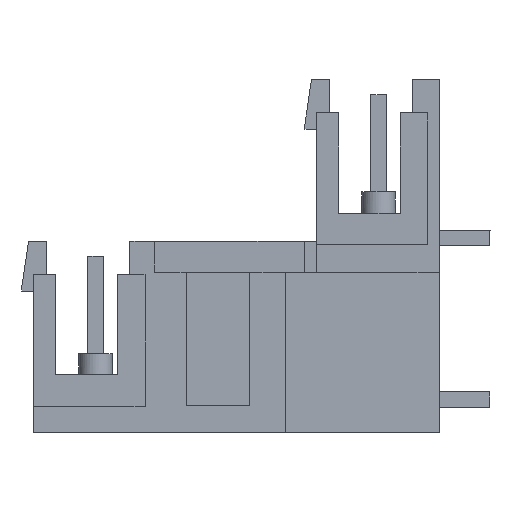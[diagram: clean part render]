
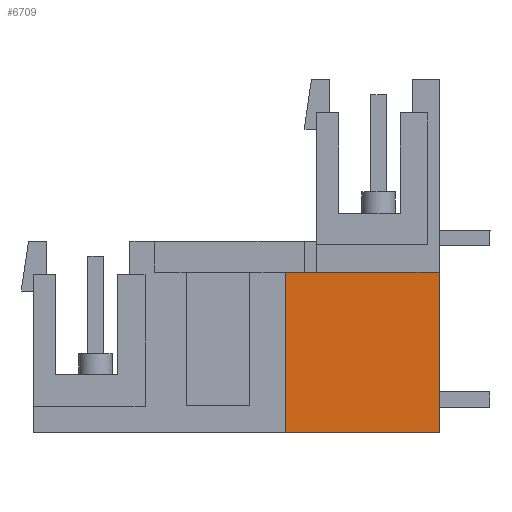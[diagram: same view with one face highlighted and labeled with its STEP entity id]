
A CAD part, left-side view. The second image highlights one B-rep face of the part: STEP entity #6709.
In plain terms, the highlighted planar face has unit normal (-1, 0, 0).
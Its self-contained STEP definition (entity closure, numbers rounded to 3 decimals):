
#6689=AXIS2_PLACEMENT_3D('Plane Axis2P3D',#6686,#6687,#6688) ;
#2758=CARTESIAN_POINT('Vertex',(2.52,3.2,10.06)) ;
#2761=CARTESIAN_POINT('Line Origine',(2.52,3.2,5.03)) ;
#2765=CARTESIAN_POINT('Vertex',(2.52,3.2,0.)) ;
#6664=CARTESIAN_POINT('Line Origine',(2.52,8.025,0.)) ;
#6668=CARTESIAN_POINT('Vertex',(2.52,12.85,0.)) ;
#6686=CARTESIAN_POINT('Axis2P3D Location',(2.52,3.2,10.06)) ;
#6691=CARTESIAN_POINT('Line Origine',(2.52,8.025,10.06)) ;
#6695=CARTESIAN_POINT('Vertex',(2.52,12.85,10.06)) ;
#6698=CARTESIAN_POINT('Line Origine',(2.52,12.85,5.03)) ;
#2762=DIRECTION('Vector Direction',(0.,0.,-1.)) ;
#6665=DIRECTION('Vector Direction',(0.,1.,0.)) ;
#6687=DIRECTION('Axis2P3D Direction',(-1.,0.,0.)) ;
#6688=DIRECTION('Axis2P3D XDirection',(0.,1.,0.)) ;
#6692=DIRECTION('Vector Direction',(0.,1.,0.)) ;
#6699=DIRECTION('Vector Direction',(0.,0.,-1.)) ;
#2763=VECTOR('Line Direction',#2762,1.) ;
#6666=VECTOR('Line Direction',#6665,1.) ;
#6693=VECTOR('Line Direction',#6692,1.) ;
#6700=VECTOR('Line Direction',#6699,1.) ;
#6704=ORIENTED_EDGE('',*,*,#2767,.F.) ;
#6705=ORIENTED_EDGE('',*,*,#6697,.T.) ;
#6706=ORIENTED_EDGE('',*,*,#6702,.T.) ;
#6707=ORIENTED_EDGE('',*,*,#6670,.F.) ;
#6709=ADVANCED_FACE('HOUSING',(#6708),#6690,.T.) ;
#2767=EDGE_CURVE('',#2759,#2766,#2764,.T.) ;
#6670=EDGE_CURVE('',#2766,#6669,#6667,.T.) ;
#6697=EDGE_CURVE('',#2759,#6696,#6694,.T.) ;
#6702=EDGE_CURVE('',#6696,#6669,#6701,.T.) ;
#6703=EDGE_LOOP('',(#6704,#6705,#6706,#6707)) ;
#6708=FACE_OUTER_BOUND('',#6703,.T.) ;
#2764=LINE('Line',#2761,#2763) ;
#6667=LINE('Line',#6664,#6666) ;
#6694=LINE('Line',#6691,#6693) ;
#6701=LINE('Line',#6698,#6700) ;
#6690=PLANE('',#6689) ;
#2759=VERTEX_POINT('',#2758) ;
#2766=VERTEX_POINT('',#2765) ;
#6669=VERTEX_POINT('',#6668) ;
#6696=VERTEX_POINT('',#6695) ;
